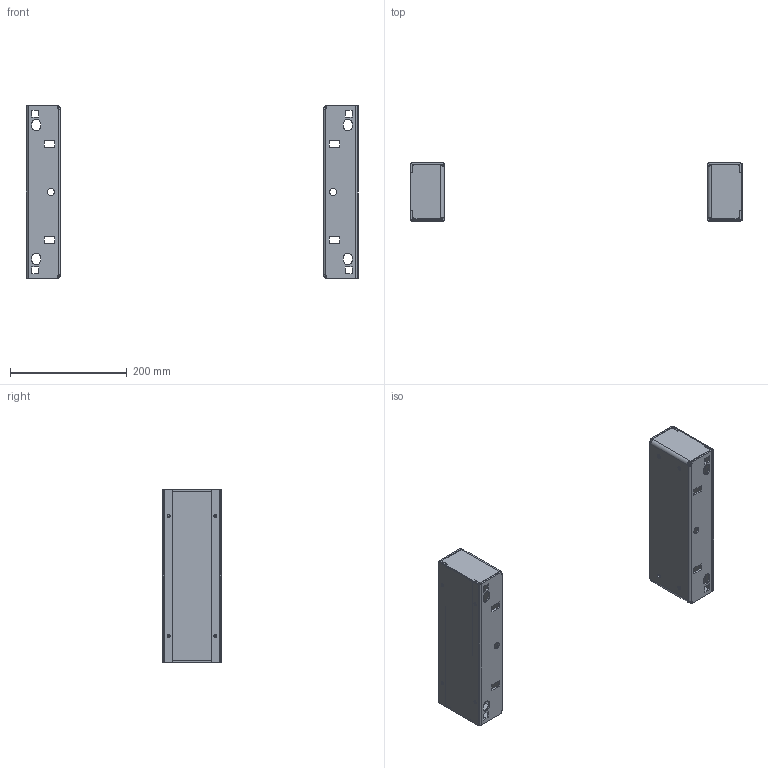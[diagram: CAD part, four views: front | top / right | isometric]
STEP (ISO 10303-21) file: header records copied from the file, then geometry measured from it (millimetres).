
FILE_DESCRIPTION(/* description */ (''),/* implementation_level */ '2;1');
FILE_NAME(/* name */ 'ZCL1030.stp',/* time_stamp */ '2017-04-26T16:04:26+02:00',/* author */ (''),/* organization */ (''),/* preprocessor_version */ 'ST-DEVELOPER v15',/* originating_system */ 'SIEMENS PLM Software NX 9.0',/* authorisation */ '');
FILE_SCHEMA (('CONFIG_CONTROL_DESIGN'));
Length unit declared in the file: millimetre
Products named in the file (3): Zocalo3mmH100_300_stp; tapazocalo100_300_stp; ZCL1030_stp
Assembly tree (4 placements, depth 2):
  ZCL1030_stp
    tapazocalo100_300_stp  x2
    Zocalo3mmH100_300_stp  x2
Bounding box: 569.8 x 100 x 297 mm (x, y, z)
Volume: 541904.9 mm3; surface area: 434829 mm2
Topology: 4 solids, 4 shells, 266 faces, 716 edges, 458 vertices
Faces by surface type: plane 172, cylinder 78, bspline 16
Full cylindrical faces by diameter (mm): 3.5 x6, 4 x2, 5.5 x8, 7 x8, 12 x4
Entity records: 4985 total; most frequent: CARTESIAN_POINT 1267, ORIENTED_EDGE 696, DIRECTION 635, EDGE_CURVE 348, LINE 249, VECTOR 249, VERTEX_POINT 229, EDGE_LOOP 195
